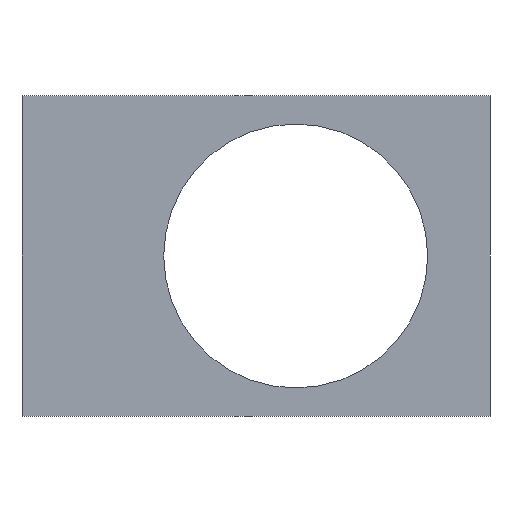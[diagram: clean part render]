
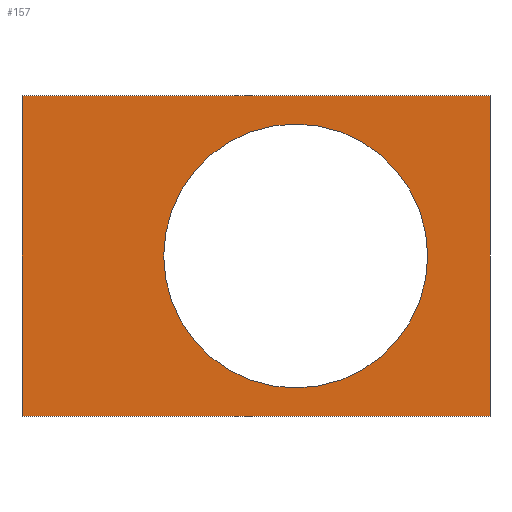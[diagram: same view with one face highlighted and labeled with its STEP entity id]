
A CAD part, left-side view. The second image highlights one B-rep face of the part: STEP entity #157.
In plain terms, the highlighted planar face has unit normal (-1, 0, 0).
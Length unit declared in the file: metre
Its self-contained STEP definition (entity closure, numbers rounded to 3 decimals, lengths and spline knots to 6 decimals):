
#15=LINE('',#250,#27);
#16=LINE('',#253,#28);
#17=LINE('',#255,#29);
#18=LINE('',#257,#30);
#27=VECTOR('',#204,1.);
#28=VECTOR('',#205,1.);
#29=VECTOR('',#206,1.);
#30=VECTOR('',#207,1.);
#39=ORIENTED_EDGE('',*,*,#75,.F.);
#40=ORIENTED_EDGE('',*,*,#76,.F.);
#41=ORIENTED_EDGE('',*,*,#77,.T.);
#42=ORIENTED_EDGE('',*,*,#78,.T.);
#43=ORIENTED_EDGE('',*,*,#79,.F.);
#75=EDGE_CURVE('',#93,#93,#107,.T.);
#76=EDGE_CURVE('',#94,#95,#15,.T.);
#77=EDGE_CURVE('',#94,#96,#16,.T.);
#78=EDGE_CURVE('',#96,#97,#17,.T.);
#79=EDGE_CURVE('',#95,#97,#18,.T.);
#93=VERTEX_POINT('',#249);
#94=VERTEX_POINT('',#251);
#95=VERTEX_POINT('',#252);
#96=VERTEX_POINT('',#254);
#97=VERTEX_POINT('',#256);
#107=CIRCLE('',#182,0.023495);
#113=EDGE_LOOP('',(#39));
#114=EDGE_LOOP('',(#40,#41,#42,#43));
#131=FACE_BOUND('',#113,.T.);
#132=FACE_BOUND('',#114,.T.);
#149=PLANE('',#181);
#157=ADVANCED_FACE('',(#131,#132),#149,.F.);
#181=AXIS2_PLACEMENT_3D('',#247,#200,#201);
#182=AXIS2_PLACEMENT_3D('',#248,#202,#203);
#200=DIRECTION('',(1.,0.,0.));
#201=DIRECTION('',(0.,0.,-1.));
#202=DIRECTION('',(-1.,0.,0.));
#203=DIRECTION('',(0.,0.,1.));
#204=DIRECTION('',(0.,0.,-1.));
#205=DIRECTION('',(0.,1.,0.));
#206=DIRECTION('',(0.,0.,-1.));
#207=DIRECTION('',(0.,1.,0.));
#247=CARTESIAN_POINT('',(-0.028215,-0.089664,0.));
#248=CARTESIAN_POINT('',(-0.028215,-0.055067,0.));
#249=CARTESIAN_POINT('',(-0.028215,-0.055067,0.023495));
#250=CARTESIAN_POINT('',(-0.028215,-0.089662,0.));
#251=CARTESIAN_POINT('',(-0.028215,-0.089662,0.028499));
#252=CARTESIAN_POINT('',(-0.028215,-0.089662,-0.028499));
#253=CARTESIAN_POINT('',(-0.028215,-0.089664,0.028499));
#254=CARTESIAN_POINT('',(-0.028215,-0.00635,0.028499));
#255=CARTESIAN_POINT('',(-0.028215,-0.00635,0.));
#256=CARTESIAN_POINT('',(-0.028215,-0.00635,-0.028499));
#257=CARTESIAN_POINT('',(-0.028215,-0.089664,-0.028499));
